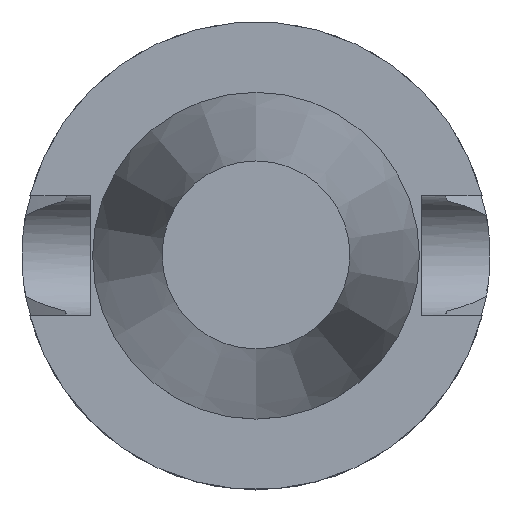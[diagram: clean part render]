
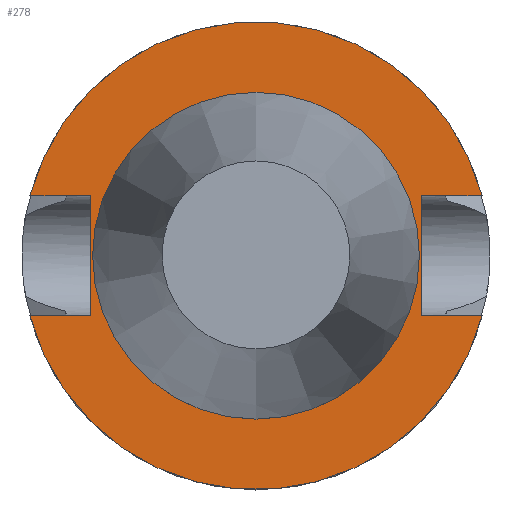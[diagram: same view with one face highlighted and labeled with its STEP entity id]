
A CAD part, top view. The second image highlights one B-rep face of the part: STEP entity #278.
In plain terms, the highlighted planar face has unit normal (0, 0, 1).
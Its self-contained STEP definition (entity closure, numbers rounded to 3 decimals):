
#132=EDGE_CURVE('240[2]',#388,#389,#390,.T.);
#201=EDGE_CURVE('240[2]',#498,#498,#499,.T.);
#226=EDGE_CURVE('240[2]',#440,#444,#536,.T.);
#278=ADVANCED_FACE('240[2]',(#605,#606),#607,.T.);
#282=EDGE_CURVE('240[2]',#556,#489,#612,.T.);
#294=EDGE_CURVE('240[2]',#544,#444,#626,.T.);
#296=EDGE_CURVE('240[2]',#389,#628,#629,.T.);
#315=EDGE_CURVE('240[2]',#440,#388,#653,.T.);
#349=EDGE_CURVE('240[2]',#556,#628,#696,.T.);
#351=EDGE_CURVE('240[2]',#489,#544,#698,.T.);
#388=VERTEX_POINT('',#736);
#389=VERTEX_POINT('',#737);
#390=LINE('',#738,#739);
#440=VERTEX_POINT('',#846);
#444=VERTEX_POINT('',#852);
#489=VERTEX_POINT('',#926);
#498=VERTEX_POINT('',#939);
#499=CIRCLE('',#940,34.925);
#536=LINE('',#1020,#1021);
#544=VERTEX_POINT('',#1041);
#556=VERTEX_POINT('',#1059);
#605=FACE_OUTER_BOUND('',#1136,.T.);
#606=FACE_BOUND('',#1137,.T.);
#607=PLANE('',#1138);
#612=CIRCLE('',#1145,50.0);
#626=LINE('',#1206,#1207);
#628=VERTEX_POINT('',#1210);
#629=LINE('',#1211,#1212);
#653=CIRCLE('',#1255,50.0);
#696=LINE('',#1320,#1321);
#698=LINE('',#1324,#1325);
#736=CARTESIAN_POINT('',(-48.321,-12.85,-1.5));
#737=CARTESIAN_POINT('',(-35.4,-12.85,-1.5));
#738=CARTESIAN_POINT('',(-24.174,-12.85,-1.5));
#739=VECTOR('',#1361,1.0);
#846=CARTESIAN_POINT('',(48.321,-12.85,-1.5));
#852=CARTESIAN_POINT('',(35.4,-12.85,-1.5));
#926=CARTESIAN_POINT('',(48.321,12.85,-1.5));
#939=CARTESIAN_POINT('',(0.,-34.925,-1.5));
#940=AXIS2_PLACEMENT_3D('',#1470,#1471,#1472);
#1020=CARTESIAN_POINT('',(24.174,-12.85,-1.5));
#1021=VECTOR('',#1522,1.0);
#1041=CARTESIAN_POINT('',(35.4,12.85,-1.5));
#1059=CARTESIAN_POINT('',(-48.321,12.85,-1.5));
#1136=EDGE_LOOP('',(#1598,#1599,#1600,#1601,#1602,#1603,#1604,#1605));
#1137=EDGE_LOOP('',(#1606));
#1138=AXIS2_PLACEMENT_3D('',#1607,#1608,#1609);
#1145=AXIS2_PLACEMENT_3D('',#1613,#1614,#1615);
#1206=CARTESIAN_POINT('',(35.4,-14.856,-1.5));
#1207=VECTOR('',#1622,1.0);
#1210=CARTESIAN_POINT('',(-35.4,12.85,-1.5));
#1211=CARTESIAN_POINT('',(-35.4,-14.856,-1.5));
#1212=VECTOR('',#1623,1.0);
#1255=AXIS2_PLACEMENT_3D('',#1658,#1659,#1660);
#1320=CARTESIAN_POINT('',(-24.174,12.85,-1.5));
#1321=VECTOR('',#1712,1.0);
#1324=CARTESIAN_POINT('',(24.174,12.85,-1.5));
#1325=VECTOR('',#1713,1.0);
#1361=DIRECTION('',(1.0,0.,0.));
#1470=CARTESIAN_POINT('',(0.,0.,-1.5));
#1471=DIRECTION('',(0.,0.,-1.0));
#1472=DIRECTION('',(0.,-1.0,0.));
#1522=DIRECTION('',(-1.0,0.,0.));
#1598=ORIENTED_EDGE('',*,*,#315,.F.);
#1599=ORIENTED_EDGE('',*,*,#226,.T.);
#1600=ORIENTED_EDGE('',*,*,#294,.F.);
#1601=ORIENTED_EDGE('',*,*,#351,.F.);
#1602=ORIENTED_EDGE('',*,*,#282,.F.);
#1603=ORIENTED_EDGE('',*,*,#349,.T.);
#1604=ORIENTED_EDGE('',*,*,#296,.F.);
#1605=ORIENTED_EDGE('',*,*,#132,.F.);
#1606=ORIENTED_EDGE('',*,*,#201,.T.);
#1607=CARTESIAN_POINT('',(0.,-42.463,-1.5));
#1608=DIRECTION('',(0.,0.,1.0));
#1609=DIRECTION('',(1.0,0.,0.0));
#1613=CARTESIAN_POINT('',(0.,0.,-1.5));
#1614=DIRECTION('',(0.,0.,-1.0));
#1615=DIRECTION('',(0.,-1.0,0.));
#1622=DIRECTION('',(0.,-1.0,0.));
#1623=DIRECTION('',(0.,1.0,0.));
#1658=CARTESIAN_POINT('',(0.,0.,-1.5));
#1659=DIRECTION('',(0.,0.,-1.0));
#1660=DIRECTION('',(0.,-1.0,0.));
#1712=DIRECTION('',(1.0,0.,0.));
#1713=DIRECTION('',(-1.0,0.,0.));
